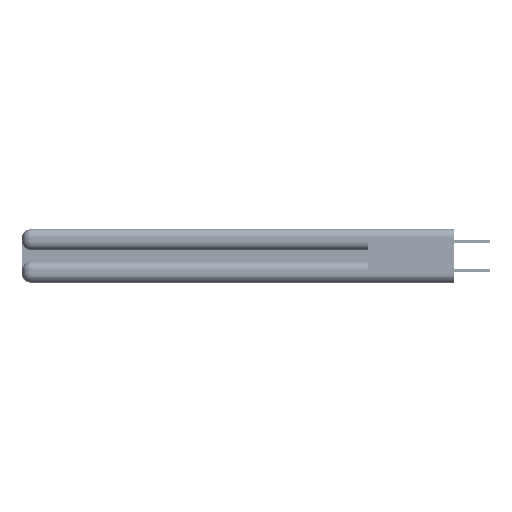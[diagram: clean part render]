
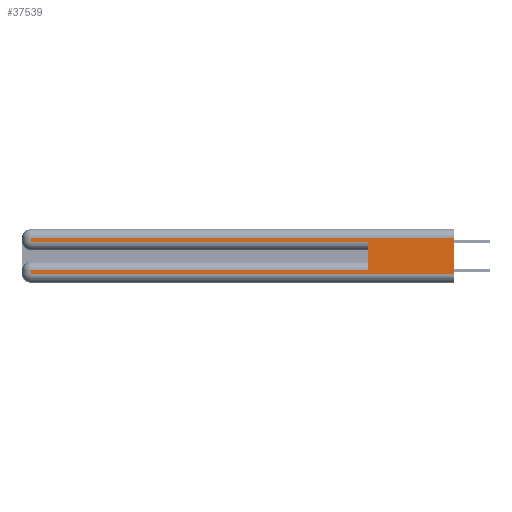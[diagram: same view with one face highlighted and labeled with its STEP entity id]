
A CAD part, left-side view. The second image highlights one B-rep face of the part: STEP entity #37539.
In plain terms, the highlighted planar face has unit normal (-1, 0, 0).
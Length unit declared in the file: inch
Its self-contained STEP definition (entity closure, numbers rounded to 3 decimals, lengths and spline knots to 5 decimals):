
#619 = ORIENTED_EDGE ( 'NONE', *, *, #49250, .T. ) ;
#945 = LINE ( 'NONE', #26749, #11865 ) ;
#2019 = CARTESIAN_POINT ( 'NONE',  ( 0., 0., 0.285 ) ) ;
#3198 = VECTOR ( 'NONE', #40009, 39.37008 ) ;
#3440 = VERTEX_POINT ( 'NONE', #41410 ) ;
#3983 = DIRECTION ( 'NONE',  ( 0., -1., 0. ) ) ;
#4706 = CARTESIAN_POINT ( 'NONE',  ( 0., 2.94, 0.37 ) ) ;
#5168 = CARTESIAN_POINT ( 'NONE',  ( 0., 0., 0.37 ) ) ;
#5669 = LINE ( 'NONE', #24325, #3198 ) ;
#6607 = VERTEX_POINT ( 'NONE', #19748 ) ;
#8585 = DIRECTION ( 'NONE',  ( 0., 0., -1. ) ) ;
#8634 = LINE ( 'NONE', #2019, #12317 ) ;
#9508 = DIRECTION ( 'NONE',  ( 0., -1., 0. ) ) ;
#10088 = LINE ( 'NONE', #46528, #29541 ) ;
#10233 = LINE ( 'NONE', #27996, #22350 ) ;
#10547 = EDGE_CURVE ( 'NONE', #11945, #6607, #10233, .T. ) ;
#10920 = CARTESIAN_POINT ( 'NONE',  ( 0., 0.6, 0.085 ) ) ;
#11865 = VECTOR ( 'NONE', #42261, 39.37008 ) ;
#11903 = EDGE_LOOP ( 'NONE', ( #19496, #619, #13183, #38693, #40257, #36117, #13570, #43060 ) ) ;
#11945 = VERTEX_POINT ( 'NONE', #29390 ) ;
#12065 = CARTESIAN_POINT ( 'NONE',  ( 0., 2.94, 0.285 ) ) ;
#12317 = VECTOR ( 'NONE', #9508, 39.37008 ) ;
#12704 = DIRECTION ( 'NONE',  ( 1., 0., 0. ) ) ;
#13183 = ORIENTED_EDGE ( 'NONE', *, *, #17622, .T. ) ;
#13570 = ORIENTED_EDGE ( 'NONE', *, *, #10547, .T. ) ;
#13698 = EDGE_CURVE ( 'NONE', #45415, #11945, #33889, .T. ) ;
#14416 = VECTOR ( 'NONE', #26825, 39.37008 ) ;
#14836 = EDGE_CURVE ( 'NONE', #45415, #42003, #945, .T. ) ;
#15972 = VERTEX_POINT ( 'NONE', #29560 ) ;
#16904 = DIRECTION ( 'NONE',  ( 0., 0., -1. ) ) ;
#17145 = VECTOR ( 'NONE', #16904, 39.37008 ) ;
#17622 = EDGE_CURVE ( 'NONE', #3440, #46107, #39208, .T. ) ;
#18987 = LINE ( 'NONE', #5168, #17145 ) ;
#19496 = ORIENTED_EDGE ( 'NONE', *, *, #20876, .F. ) ;
#19748 = CARTESIAN_POINT ( 'NONE',  ( 0., 2.94, 0.06 ) ) ;
#19992 = DIRECTION ( 'NONE',  ( 0., 0., -1. ) ) ;
#20876 = EDGE_CURVE ( 'NONE', #15972, #21429, #18987, .T. ) ;
#21429 = VERTEX_POINT ( 'NONE', #23475 ) ;
#22350 = VECTOR ( 'NONE', #8585, 39.37008 ) ;
#23245 = CARTESIAN_POINT ( 'NONE',  ( 0., 0., 0.085 ) ) ;
#23475 = CARTESIAN_POINT ( 'NONE',  ( 0., 0., 0.06 ) ) ;
#24325 = CARTESIAN_POINT ( 'NONE',  ( 0., 0., 0.31 ) ) ;
#26749 = CARTESIAN_POINT ( 'NONE',  ( 0., 0.6, 0.145 ) ) ;
#26825 = DIRECTION ( 'NONE',  ( 0., 1., 0. ) ) ;
#27996 = CARTESIAN_POINT ( 'NONE',  ( 0., 2.94, 0.37 ) ) ;
#28333 = DIRECTION ( 'NONE',  ( 0., 0., -1. ) ) ;
#29390 = CARTESIAN_POINT ( 'NONE',  ( 0., 2.94, 0.085 ) ) ;
#29541 = VECTOR ( 'NONE', #3983, 39.37008 ) ;
#29560 = CARTESIAN_POINT ( 'NONE',  ( 0., 0., 0.31 ) ) ;
#29938 = CARTESIAN_POINT ( 'NONE',  ( 0., 0.6, 0.285 ) ) ;
#32511 = VECTOR ( 'NONE', #19992, 39.37008 ) ;
#33889 = LINE ( 'NONE', #23245, #14416 ) ;
#36117 = ORIENTED_EDGE ( 'NONE', *, *, #13698, .T. ) ;
#37539 = ADVANCED_FACE ( 'NONE', ( #43656 ), #44180, .F. ) ;
#37979 = EDGE_CURVE ( 'NONE', #6607, #21429, #10088, .T. ) ;
#38693 = ORIENTED_EDGE ( 'NONE', *, *, #42651, .T. ) ;
#39208 = LINE ( 'NONE', #4706, #32511 ) ;
#40009 = DIRECTION ( 'NONE',  ( 0., 1., 0. ) ) ;
#40257 = ORIENTED_EDGE ( 'NONE', *, *, #14836, .F. ) ;
#41410 = CARTESIAN_POINT ( 'NONE',  ( 0., 2.94, 0.31 ) ) ;
#42003 = VERTEX_POINT ( 'NONE', #29938 ) ;
#42261 = DIRECTION ( 'NONE',  ( 0., 0., 1. ) ) ;
#42651 = EDGE_CURVE ( 'NONE', #46107, #42003, #8634, .T. ) ;
#43060 = ORIENTED_EDGE ( 'NONE', *, *, #37979, .T. ) ;
#43656 = FACE_OUTER_BOUND ( 'NONE', #11903, .T. ) ;
#44180 = PLANE ( 'NONE',  #49603 ) ;
#45415 = VERTEX_POINT ( 'NONE', #10920 ) ;
#46107 = VERTEX_POINT ( 'NONE', #12065 ) ;
#46528 = CARTESIAN_POINT ( 'NONE',  ( 0., 0., 0.06 ) ) ;
#47787 = CARTESIAN_POINT ( 'NONE',  ( 0., 0., 0.37 ) ) ;
#49250 = EDGE_CURVE ( 'NONE', #15972, #3440, #5669, .T. ) ;
#49603 = AXIS2_PLACEMENT_3D ( 'NONE', #47787, #12704, #28333 ) ;
